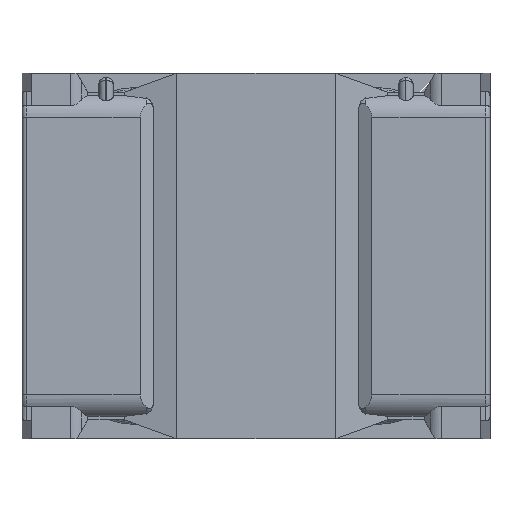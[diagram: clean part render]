
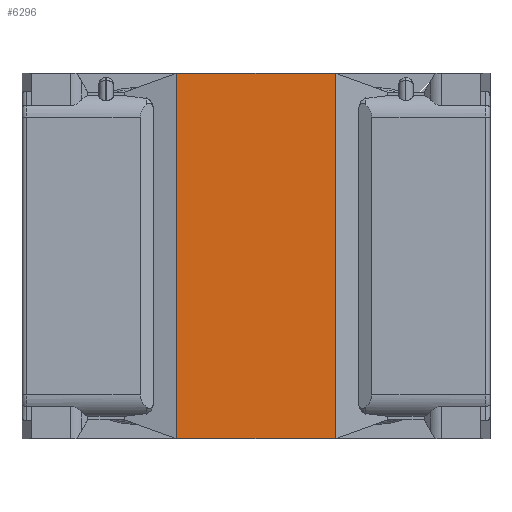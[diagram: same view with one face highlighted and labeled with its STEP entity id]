
A CAD part, front view. The second image highlights one B-rep face of the part: STEP entity #6296.
In plain terms, the highlighted planar face has unit normal (0, -1, 0).
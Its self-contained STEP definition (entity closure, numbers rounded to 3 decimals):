
#4 = FACE_OUTER_BOUND ( 'NONE', #119, .T. ) ;
#119 = EDGE_LOOP ( 'NONE', ( #2844, #6558, #3872, #5403 ) ) ;
#229 = VERTEX_POINT ( 'NONE', #6284 ) ;
#295 = VERTEX_POINT ( 'NONE', #3036 ) ;
#545 = LINE ( 'NONE', #4806, #9256 ) ;
#804 = VERTEX_POINT ( 'NONE', #4529 ) ;
#916 = VECTOR ( 'NONE', #8187, 1000. ) ;
#1298 = EDGE_CURVE ( 'NONE', #7602, #295, #9396, .T. ) ;
#1442 = AXIS2_PLACEMENT_3D ( 'NONE', #5741, #7436, #2375 ) ;
#1778 = EDGE_CURVE ( 'NONE', #804, #295, #8714, .T. ) ;
#2140 = EDGE_CURVE ( 'NONE', #229, #7602, #545, .T. ) ;
#2375 = DIRECTION ( 'NONE',  ( 0., 0., 1. ) ) ;
#2844 = ORIENTED_EDGE ( 'NONE', *, *, #1298, .F. ) ;
#3036 = CARTESIAN_POINT ( 'NONE',  ( 0.543, 0.02, 1.25 ) ) ;
#3872 = ORIENTED_EDGE ( 'NONE', *, *, #5825, .T. ) ;
#4250 = CARTESIAN_POINT ( 'NONE',  ( 0.543, 0.02, -1.25 ) ) ;
#4529 = CARTESIAN_POINT ( 'NONE',  ( 0.543, 0.02, -1.25 ) ) ;
#4806 = CARTESIAN_POINT ( 'NONE',  ( -0.543, 0.02, -1.25 ) ) ;
#4862 = PLANE ( 'NONE',  #1442 ) ;
#4894 = CARTESIAN_POINT ( 'NONE',  ( 0., 0.02, 1.25 ) ) ;
#5377 = LINE ( 'NONE', #7260, #916 ) ;
#5403 = ORIENTED_EDGE ( 'NONE', *, *, #1778, .T. ) ;
#5688 = DIRECTION ( 'NONE',  ( 0., 0., 1. ) ) ;
#5741 = CARTESIAN_POINT ( 'NONE',  ( 0., 0.02, 0. ) ) ;
#5825 = EDGE_CURVE ( 'NONE', #229, #804, #5377, .T. ) ;
#6284 = CARTESIAN_POINT ( 'NONE',  ( -0.543, 0.02, -1.25 ) ) ;
#6296 = ADVANCED_FACE ( 'NONE', ( #4 ), #4862, .F. ) ;
#6456 = VECTOR ( 'NONE', #10192, 1000. ) ;
#6558 = ORIENTED_EDGE ( 'NONE', *, *, #2140, .F. ) ;
#6609 = DIRECTION ( 'NONE',  ( 1., 0., 0. ) ) ;
#7260 = CARTESIAN_POINT ( 'NONE',  ( 0., 0.02, -1.25 ) ) ;
#7436 = DIRECTION ( 'NONE',  ( 0., 1., 0. ) ) ;
#7602 = VERTEX_POINT ( 'NONE', #9431 ) ;
#8187 = DIRECTION ( 'NONE',  ( 1., 0., 0. ) ) ;
#8335 = VECTOR ( 'NONE', #6609, 1000. ) ;
#8714 = LINE ( 'NONE', #4250, #6456 ) ;
#9256 = VECTOR ( 'NONE', #5688, 1000. ) ;
#9396 = LINE ( 'NONE', #4894, #8335 ) ;
#9431 = CARTESIAN_POINT ( 'NONE',  ( -0.543, 0.02, 1.25 ) ) ;
#10192 = DIRECTION ( 'NONE',  ( 0., 0., 1. ) ) ;
